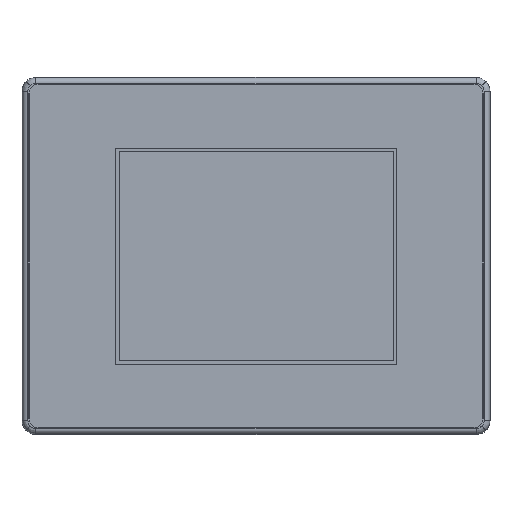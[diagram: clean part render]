
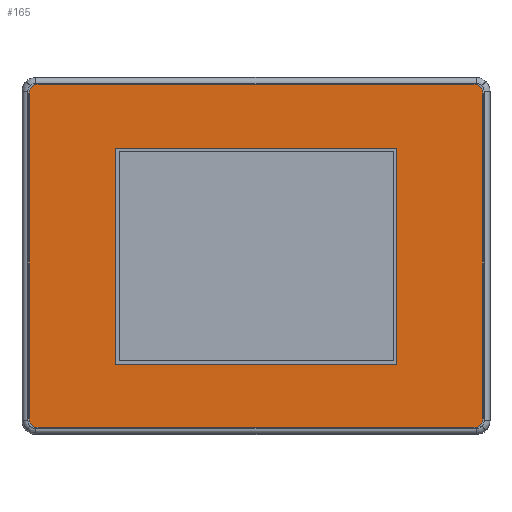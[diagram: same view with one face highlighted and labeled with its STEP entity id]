
A CAD part, top view. The second image highlights one B-rep face of the part: STEP entity #165.
In plain terms, the highlighted planar face has unit normal (0, 0, 1).
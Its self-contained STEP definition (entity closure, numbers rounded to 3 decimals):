
#156 = ORIENTED_EDGE ( 'NONE', *, *, #157, .T. ) ;
#157 = EDGE_CURVE ( 'NONE', #236, #158, #12755, .T. ) ;
#158 = VERTEX_POINT ( 'NONE', #12751 ) ;
#159 = ORIENTED_EDGE ( 'NONE', *, *, #213, .T. ) ;
#160 = VERTEX_POINT ( 'NONE', #12750 ) ;
#165 = ADVANCED_FACE ( 'NONE', ( #12749, #12748 ), #12781, .T. ) ;
#166 = EDGE_LOOP ( 'NONE', ( #167, #171, #227, #230 ) ) ;
#167 = ORIENTED_EDGE ( 'NONE', *, *, #168, .F. ) ;
#168 = EDGE_CURVE ( 'NONE', #169, #170, #12776, .T. ) ;
#169 = VERTEX_POINT ( 'NONE', #12772 ) ;
#170 = VERTEX_POINT ( 'NONE', #12771 ) ;
#171 = ORIENTED_EDGE ( 'NONE', *, *, #172, .F. ) ;
#172 = EDGE_CURVE ( 'NONE', #173, #169, #12770, .T. ) ;
#173 = VERTEX_POINT ( 'NONE', #12766 ) ;
#201 = EDGE_CURVE ( 'NONE', #225, #235, #12920, .T. ) ;
#213 = EDGE_CURVE ( 'NONE', #158, #160, #12981, .T. ) ;
#214 = ORIENTED_EDGE ( 'NONE', *, *, #215, .T. ) ;
#215 = EDGE_CURVE ( 'NONE', #160, #216, #12972, .T. ) ;
#216 = VERTEX_POINT ( 'NONE', #12968 ) ;
#217 = ORIENTED_EDGE ( 'NONE', *, *, #218, .T. ) ;
#218 = EDGE_CURVE ( 'NONE', #216, #219, #12967, .T. ) ;
#219 = VERTEX_POINT ( 'NONE', #12962 ) ;
#220 = ORIENTED_EDGE ( 'NONE', *, *, #221, .T. ) ;
#221 = EDGE_CURVE ( 'NONE', #219, #222, #12961, .T. ) ;
#222 = VERTEX_POINT ( 'NONE', #13007 ) ;
#223 = ORIENTED_EDGE ( 'NONE', *, *, #224, .T. ) ;
#224 = EDGE_CURVE ( 'NONE', #222, #225, #13006, .T. ) ;
#225 = VERTEX_POINT ( 'NONE', #13001 ) ;
#226 = ORIENTED_EDGE ( 'NONE', *, *, #201, .T. ) ;
#227 = ORIENTED_EDGE ( 'NONE', *, *, #228, .F. ) ;
#228 = EDGE_CURVE ( 'NONE', #229, #173, #13000, .T. ) ;
#229 = VERTEX_POINT ( 'NONE', #12996 ) ;
#230 = ORIENTED_EDGE ( 'NONE', *, *, #231, .F. ) ;
#231 = EDGE_CURVE ( 'NONE', #170, #229, #12995, .T. ) ;
#232 = EDGE_LOOP ( 'NONE', ( #233, #156, #159, #214, #217, #220, #223, #226 ) ) ;
#233 = ORIENTED_EDGE ( 'NONE', *, *, #234, .T. ) ;
#234 = EDGE_CURVE ( 'NONE', #235, #236, #12991, .T. ) ;
#235 = VERTEX_POINT ( 'NONE', #12986 ) ;
#236 = VERTEX_POINT ( 'NONE', #12985 ) ;
#12748 = FACE_OUTER_BOUND ( 'NONE', #232, .T. ) ;
#12749 = FACE_BOUND ( 'NONE', #166, .T. ) ;
#12750 = CARTESIAN_POINT ( 'NONE',  ( -95.16, -74.935, 5. ) ) ;
#12751 = CARTESIAN_POINT ( 'NONE',  ( -99.135, -70.96, 5. ) ) ;
#12752 = DIRECTION ( 'NONE',  ( 0., -1., 0. ) ) ;
#12753 = VECTOR ( 'NONE', #12752, 1000. ) ;
#12754 = CARTESIAN_POINT ( 'NONE',  ( -99.135, 70.96, 5. ) ) ;
#12755 = LINE ( 'NONE', #12754, #12753 ) ;
#12766 = CARTESIAN_POINT ( 'NONE',  ( 61.49, 47.11, 5. ) ) ;
#12767 = DIRECTION ( 'NONE',  ( -1., 0., 0. ) ) ;
#12768 = VECTOR ( 'NONE', #12767, 1000. ) ;
#12769 = CARTESIAN_POINT ( 'NONE',  ( 61.49, 47.11, 5. ) ) ;
#12770 = LINE ( 'NONE', #12769, #12768 ) ;
#12771 = CARTESIAN_POINT ( 'NONE',  ( -61.31, -47.29, 5. ) ) ;
#12772 = CARTESIAN_POINT ( 'NONE',  ( -61.31, 47.11, 5. ) ) ;
#12773 = DIRECTION ( 'NONE',  ( 0., -1., 0. ) ) ;
#12774 = VECTOR ( 'NONE', #12773, 1000. ) ;
#12775 = CARTESIAN_POINT ( 'NONE',  ( -61.31, 47.11, 5. ) ) ;
#12776 = LINE ( 'NONE', #12775, #12774 ) ;
#12777 = DIRECTION ( 'NONE',  ( 1., 0., 0. ) ) ;
#12778 = DIRECTION ( 'NONE',  ( 0., 0., 1. ) ) ;
#12779 = CARTESIAN_POINT ( 'NONE',  ( -95.16, 70.96, 5. ) ) ;
#12780 = AXIS2_PLACEMENT_3D ( 'NONE', #12779, #12778, #12777 ) ;
#12781 = PLANE ( 'NONE',  #12780 ) ;
#12917 = DIRECTION ( 'NONE',  ( -1., 0., 0. ) ) ;
#12918 = VECTOR ( 'NONE', #12917, 1000. ) ;
#12919 = CARTESIAN_POINT ( 'NONE',  ( 95.16, 74.935, 5. ) ) ;
#12920 = LINE ( 'NONE', #12919, #12918 ) ;
#12958 = DIRECTION ( 'NONE',  ( 0., 1., 0. ) ) ;
#12959 = VECTOR ( 'NONE', #12958, 1000. ) ;
#12960 = CARTESIAN_POINT ( 'NONE',  ( 99.135, -70.96, 5. ) ) ;
#12961 = LINE ( 'NONE', #12960, #12959 ) ;
#12962 = CARTESIAN_POINT ( 'NONE',  ( 99.135, -70.96, 5. ) ) ;
#12963 = DIRECTION ( 'NONE',  ( 1., 0., 0. ) ) ;
#12964 = DIRECTION ( 'NONE',  ( 0., 0., 1. ) ) ;
#12965 = CARTESIAN_POINT ( 'NONE',  ( 95.16, -70.96, 5. ) ) ;
#12966 = AXIS2_PLACEMENT_3D ( 'NONE', #12965, #12964, #12963 ) ;
#12967 = CIRCLE ( 'NONE', #12966, 3.975 ) ;
#12968 = CARTESIAN_POINT ( 'NONE',  ( 95.16, -74.935, 5. ) ) ;
#12969 = DIRECTION ( 'NONE',  ( 1., 0., 0. ) ) ;
#12970 = VECTOR ( 'NONE', #12969, 1000. ) ;
#12971 = CARTESIAN_POINT ( 'NONE',  ( -95.16, -74.935, 5. ) ) ;
#12972 = LINE ( 'NONE', #12971, #12970 ) ;
#12973 = DIRECTION ( 'NONE',  ( 1., 0., 0. ) ) ;
#12974 = DIRECTION ( 'NONE',  ( 0., 0., 1. ) ) ;
#12975 = CARTESIAN_POINT ( 'NONE',  ( -95.16, -70.96, 5. ) ) ;
#12976 = AXIS2_PLACEMENT_3D ( 'NONE', #12975, #12974, #12973 ) ;
#12981 = CIRCLE ( 'NONE', #12976, 3.975 ) ;
#12985 = CARTESIAN_POINT ( 'NONE',  ( -99.135, 70.96, 5. ) ) ;
#12986 = CARTESIAN_POINT ( 'NONE',  ( -95.16, 74.935, 5. ) ) ;
#12987 = DIRECTION ( 'NONE',  ( 1., 0., 0. ) ) ;
#12988 = DIRECTION ( 'NONE',  ( 0., 0., 1. ) ) ;
#12989 = CARTESIAN_POINT ( 'NONE',  ( -95.16, 70.96, 5. ) ) ;
#12990 = AXIS2_PLACEMENT_3D ( 'NONE', #12989, #12988, #12987 ) ;
#12991 = CIRCLE ( 'NONE', #12990, 3.975 ) ;
#12992 = DIRECTION ( 'NONE',  ( 1., 0., 0. ) ) ;
#12993 = VECTOR ( 'NONE', #12992, 1000. ) ;
#12994 = CARTESIAN_POINT ( 'NONE',  ( -61.31, -47.29, 5. ) ) ;
#12995 = LINE ( 'NONE', #12994, #12993 ) ;
#12996 = CARTESIAN_POINT ( 'NONE',  ( 61.49, -47.29, 5. ) ) ;
#12997 = DIRECTION ( 'NONE',  ( 0., 1., 0. ) ) ;
#12998 = VECTOR ( 'NONE', #12997, 1000. ) ;
#12999 = CARTESIAN_POINT ( 'NONE',  ( 61.49, -47.29, 5. ) ) ;
#13000 = LINE ( 'NONE', #12999, #12998 ) ;
#13001 = CARTESIAN_POINT ( 'NONE',  ( 95.16, 74.935, 5. ) ) ;
#13002 = DIRECTION ( 'NONE',  ( 1., 0., 0. ) ) ;
#13003 = DIRECTION ( 'NONE',  ( 0., 0., 1. ) ) ;
#13004 = CARTESIAN_POINT ( 'NONE',  ( 95.16, 70.96, 5. ) ) ;
#13005 = AXIS2_PLACEMENT_3D ( 'NONE', #13004, #13003, #13002 ) ;
#13006 = CIRCLE ( 'NONE', #13005, 3.975 ) ;
#13007 = CARTESIAN_POINT ( 'NONE',  ( 99.135, 70.96, 5. ) ) ;
